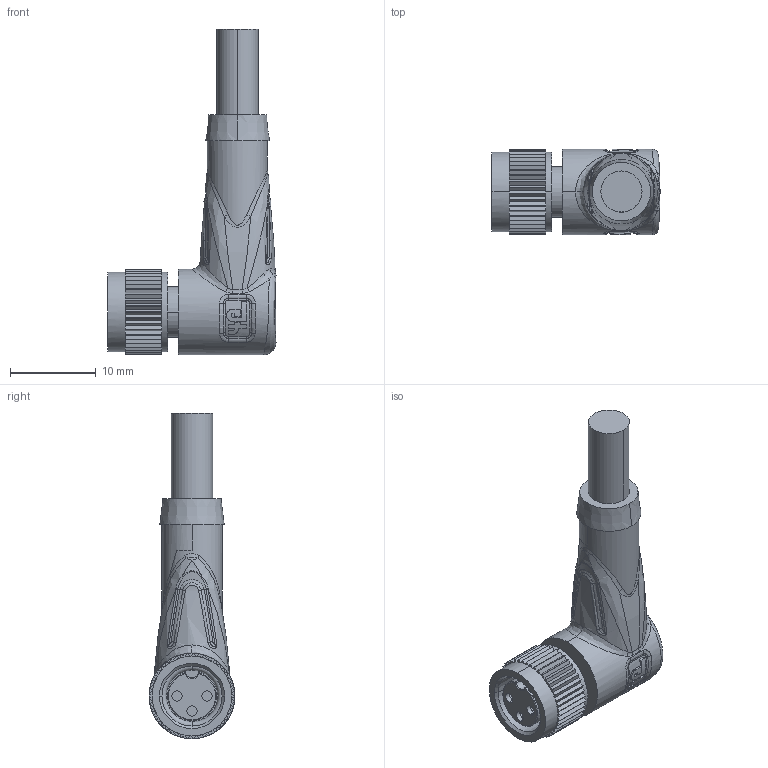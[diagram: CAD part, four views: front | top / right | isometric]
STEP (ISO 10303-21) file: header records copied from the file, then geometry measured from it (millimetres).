
FILE_DESCRIPTION((''),'2;1');
FILE_NAME('DM_CAD-0860','2014-01-13T',('creinig-se'),(''),'PRO/ENGINEER BY PARAMETRIC TECHNOLOGY CORPORATION, 2013050','PRO/ENGINEER BY PARAMETRIC TECHNOLOGY CORPORATION, 2013050','');
FILE_SCHEMA(('CONFIG_CONTROL_DESIGN'));
Length unit declared in the file: millimetre
Products named in the file (1): DM_CAD-0860
Bounding box: 19.6 x 10 x 38 mm (x, y, z)
Volume: 2302 mm3; surface area: 1891 mm2
Topology: 1 solids, 1 shells, 467 faces, 1105 edges, 651 vertices
Faces by surface type: plane 239, bspline 116, cylinder 100, torus 4, sphere 4, cone 4
Entity records: 24676 total; most frequent: CARTESIAN_POINT 9642, ORIENTED_EDGE 2210, DIRECTION 1982, EDGE_CURVE 1105, FILL_AREA_STYLE_COLOUR 786, FILL_AREA_STYLE 786, SURFACE_STYLE_FILL_AREA 786, SURFACE_SIDE_STYLE 786
